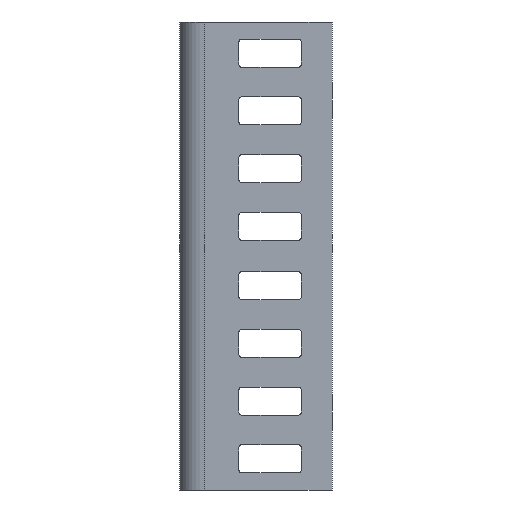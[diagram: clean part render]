
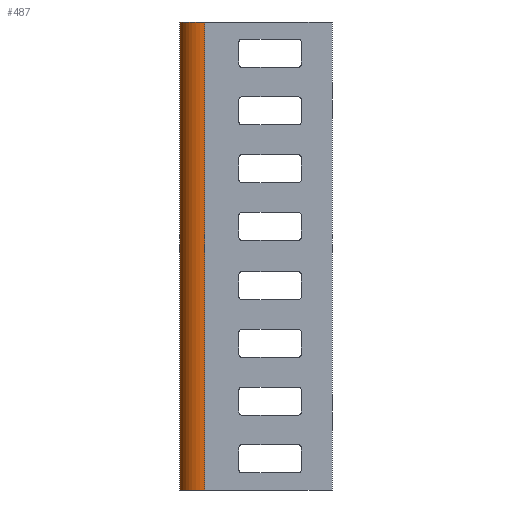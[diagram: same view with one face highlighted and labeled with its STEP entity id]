
A CAD part, left-side view. The second image highlights one B-rep face of the part: STEP entity #487.
In plain terms, the highlighted cylindrical face has radius 8 mm (diameter 16 mm), a partial arc.
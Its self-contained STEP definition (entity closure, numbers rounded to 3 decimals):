
#162 = DIRECTION ( 'NONE',  ( 0., 0., -1. ) ) ;
#169 = CARTESIAN_POINT ( 'NONE',  ( -12.773, 43.071, 75. ) ) ;
#172 = CIRCLE ( 'NONE', #1410, 8. ) ;
#175 = VECTOR ( 'NONE', #1615, 1000. ) ;
#182 = CYLINDRICAL_SURFACE ( 'NONE', #1728, 8. ) ;
#282 = VERTEX_POINT ( 'NONE', #1950 ) ;
#346 = DIRECTION ( 'NONE',  ( -1., 0., 0. ) ) ;
#348 = DIRECTION ( 'NONE',  ( 0., 0., -1. ) ) ;
#351 = DIRECTION ( 'NONE',  ( -1., 0., 0. ) ) ;
#353 = CARTESIAN_POINT ( 'NONE',  ( -20.5, 41., 75. ) ) ;
#480 = DIRECTION ( 'NONE',  ( 0., 0., -1. ) ) ;
#487 = ADVANCED_FACE ( 'NONE', ( #938 ), #182, .T. ) ;
#747 = VERTEX_POINT ( 'NONE', #2773 ) ;
#938 = FACE_OUTER_BOUND ( 'NONE', #2157, .T. ) ;
#1092 = ORIENTED_EDGE ( 'NONE', *, *, #2107, .F. ) ;
#1221 = ORIENTED_EDGE ( 'NONE', *, *, #2479, .T. ) ;
#1238 = ORIENTED_EDGE ( 'NONE', *, *, #2533, .T. ) ;
#1275 = ORIENTED_EDGE ( 'NONE', *, *, #1966, .F. ) ;
#1341 = AXIS2_PLACEMENT_3D ( 'NONE', #353, #348, #346 ) ;
#1410 = AXIS2_PLACEMENT_3D ( 'NONE', #2092, #2088, #2084 ) ;
#1523 = CARTESIAN_POINT ( 'NONE',  ( -28.5, 41., 75. ) ) ;
#1615 = DIRECTION ( 'NONE',  ( 0., 0., -1. ) ) ;
#1728 = AXIS2_PLACEMENT_3D ( 'NONE', #2166, #480, #351 ) ;
#1741 = VERTEX_POINT ( 'NONE', #3050 ) ;
#1849 = VERTEX_POINT ( 'NONE', #3242 ) ;
#1950 = CARTESIAN_POINT ( 'NONE',  ( -28.5, 41., 75. ) ) ;
#1966 = EDGE_CURVE ( 'NONE', #282, #747, #2615, .T. ) ;
#2084 = DIRECTION ( 'NONE',  ( -1., 0., 0. ) ) ;
#2088 = DIRECTION ( 'NONE',  ( 0., 0., -1. ) ) ;
#2092 = CARTESIAN_POINT ( 'NONE',  ( -20.5, 41., -75. ) ) ;
#2107 = EDGE_CURVE ( 'NONE', #747, #1741, #172, .T. ) ;
#2157 = EDGE_LOOP ( 'NONE', ( #1092, #1275, #1221, #1238 ) ) ;
#2166 = CARTESIAN_POINT ( 'NONE',  ( -20.5, 41., 75. ) ) ;
#2210 = CIRCLE ( 'NONE', #1341, 8. ) ;
#2479 = EDGE_CURVE ( 'NONE', #282, #1849, #2210, .T. ) ;
#2533 = EDGE_CURVE ( 'NONE', #1849, #1741, #2884, .T. ) ;
#2615 = LINE ( 'NONE', #1523, #175 ) ;
#2773 = CARTESIAN_POINT ( 'NONE',  ( -28.5, 41., -75. ) ) ;
#2884 = LINE ( 'NONE', #169, #3185 ) ;
#3050 = CARTESIAN_POINT ( 'NONE',  ( -12.773, 43.071, -75. ) ) ;
#3185 = VECTOR ( 'NONE', #162, 1000. ) ;
#3242 = CARTESIAN_POINT ( 'NONE',  ( -12.773, 43.071, 75. ) ) ;
